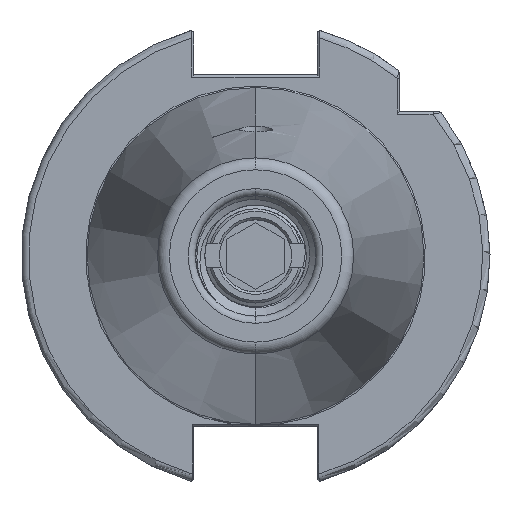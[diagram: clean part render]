
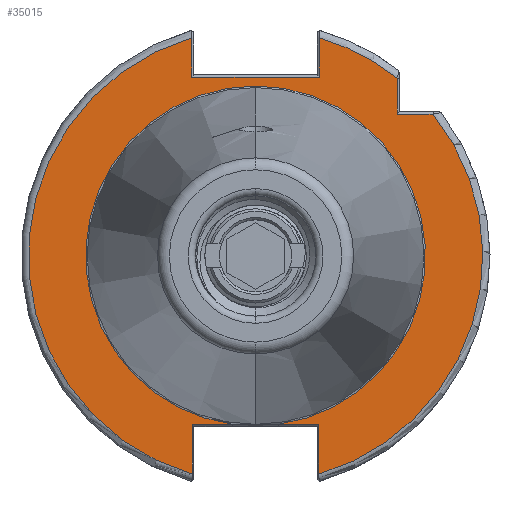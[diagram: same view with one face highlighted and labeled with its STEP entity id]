
A CAD part, left-side view. The second image highlights one B-rep face of the part: STEP entity #35015.
In plain terms, the highlighted planar face has unit normal (-1, 0, 0).
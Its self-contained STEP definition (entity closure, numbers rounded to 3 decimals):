
#295 = VERTEX_POINT ( 'NONE', #3737 ) ;
#303 = VERTEX_POINT ( 'NONE', #3699 ) ;
#309 = VERTEX_POINT ( 'NONE', #3718 ) ;
#316 = VERTEX_POINT ( 'NONE', #3752 ) ;
#317 = VERTEX_POINT ( 'NONE', #3738 ) ;
#318 = VERTEX_POINT ( 'NONE', #3728 ) ;
#326 = VERTEX_POINT ( 'NONE', #3703 ) ;
#333 = VERTEX_POINT ( 'NONE', #3739 ) ;
#334 = VERTEX_POINT ( 'NONE', #3747 ) ;
#336 = VERTEX_POINT ( 'NONE', #3714 ) ;
#337 = VERTEX_POINT ( 'NONE', #3740 ) ;
#348 = VERTEX_POINT ( 'NONE', #3756 ) ;
#3699 = CARTESIAN_POINT ( 'NONE',  ( 0., 13.251, 37.2 ) ) ;
#3703 = CARTESIAN_POINT ( 'NONE',  ( 0., -36.91, 29.5 ) ) ;
#3714 = CARTESIAN_POINT ( 'NONE',  ( 0., -29.5, 29.5 ) ) ;
#3718 = CARTESIAN_POINT ( 'NONE',  ( 0., 13.131, -45.389 ) ) ;
#3728 = CARTESIAN_POINT ( 'NONE',  ( 0., -13.251, 37.2 ) ) ;
#3737 = CARTESIAN_POINT ( 'NONE',  ( 0., -13.251, 45.354 ) ) ;
#3738 = CARTESIAN_POINT ( 'NONE',  ( 0., -13.131, -35. ) ) ;
#3739 = CARTESIAN_POINT ( 'NONE',  ( 0., -29.5, 36.91 ) ) ;
#3740 = CARTESIAN_POINT ( 'NONE',  ( 0., 4.796, -35. ) ) ;
#3747 = CARTESIAN_POINT ( 'NONE',  ( 0., -13.131, -45.389 ) ) ;
#3752 = CARTESIAN_POINT ( 'NONE',  ( 0., 13.251, 45.354 ) ) ;
#3756 = CARTESIAN_POINT ( 'NONE',  ( 0., 13.131, -35. ) ) ;
#5063 = CARTESIAN_POINT ( 'NONE',  ( 0., 0., 0. ) ) ;
#5075 = DIRECTION ( 'NONE',  ( 1., 0., 0. ) ) ;
#5080 = DIRECTION ( 'NONE',  ( 0., 0., -1. ) ) ;
#5097 = CARTESIAN_POINT ( 'NONE',  ( 0., 35.392, -35. ) ) ;
#5102 = DIRECTION ( 'NONE',  ( 0., -1., 0. ) ) ;
#5146 = CARTESIAN_POINT ( 'NONE',  ( 0., 0., 0. ) ) ;
#5157 = DIRECTION ( 'NONE',  ( -1., 0., 0. ) ) ;
#5171 = DIRECTION ( 'NONE',  ( 0., 0., 1. ) ) ;
#5180 = CARTESIAN_POINT ( 'NONE',  ( 0., 13.251, 45.469 ) ) ;
#5184 = DIRECTION ( 'NONE',  ( 0., 0., -1. ) ) ;
#5262 = CARTESIAN_POINT ( 'NONE',  ( 0., 12.85, 37.2 ) ) ;
#5265 = CARTESIAN_POINT ( 'NONE',  ( 0., -13.251, 37.7 ) ) ;
#5276 = DIRECTION ( 'NONE',  ( 0., 0., -1. ) ) ;
#5292 = DIRECTION ( 'NONE',  ( 0., 1., 0. ) ) ;
#5831 = DIRECTION ( 'NONE',  ( 0., 0., 1. ) ) ;
#5832 = CARTESIAN_POINT ( 'NONE',  ( 0., -29.5, 0. ) ) ;
#5851 = CARTESIAN_POINT ( 'NONE',  ( 0., 13.131, 0. ) ) ;
#5877 = DIRECTION ( 'NONE',  ( 0., 0., 1. ) ) ;
#6049 = DIRECTION ( 'NONE',  ( -1., 0., 0. ) ) ;
#6052 = DIRECTION ( 'NONE',  ( 0., 0., -1. ) ) ;
#6053 = CARTESIAN_POINT ( 'NONE',  ( 0., 35.392, 29.5 ) ) ;
#6056 = CARTESIAN_POINT ( 'NONE',  ( 0., 0., 0. ) ) ;
#6060 = DIRECTION ( 'NONE',  ( 0., 1., 0. ) ) ;
#6095 = DIRECTION ( 'NONE',  ( 0., 0., -1. ) ) ;
#6098 = DIRECTION ( 'NONE',  ( -1., 0., 0. ) ) ;
#6115 = CARTESIAN_POINT ( 'NONE',  ( 0., 0., 0. ) ) ;
#17286 = DIRECTION ( 'NONE',  ( 0., 0., -1. ) ) ;
#17316 = CARTESIAN_POINT ( 'NONE',  ( 0., 0., 0. ) ) ;
#17317 = DIRECTION ( 'NONE',  ( 1., 0., 0. ) ) ;
#18470 = VERTEX_POINT ( 'NONE', #38642 ) ;
#18486 = VERTEX_POINT ( 'NONE', #38649 ) ;
#22612 = AXIS2_PLACEMENT_3D ( 'NONE', #6115, #6098, #6095 ) ;
#22633 = AXIS2_PLACEMENT_3D ( 'NONE', #5146, #5157, #5184 ) ;
#22663 = AXIS2_PLACEMENT_3D ( 'NONE', #5063, #5075, #5080 ) ;
#22674 = AXIS2_PLACEMENT_3D ( 'NONE', #6056, #6049, #6052 ) ;
#22970 = AXIS2_PLACEMENT_3D ( 'NONE', #17316, #17317, #17286 ) ;
#23453 = CARTESIAN_POINT ( 'NONE',  ( 0., 35.392, -35. ) ) ;
#23464 = DIRECTION ( 'NONE',  ( 0., -1., 0. ) ) ;
#23481 = CARTESIAN_POINT ( 'NONE',  ( 0., -13.131, 0. ) ) ;
#23484 = DIRECTION ( 'NONE',  ( 0., 0., -1. ) ) ;
#28183 = AXIS2_PLACEMENT_3D ( 'NONE', #29295, #29245, #29256 ) ;
#29245 = DIRECTION ( 'NONE',  ( 1., 0., 0. ) ) ;
#29256 = DIRECTION ( 'NONE',  ( 0., 0., -1. ) ) ;
#29295 = CARTESIAN_POINT ( 'NONE',  ( 0., 35.392, 0. ) ) ;
#29300 = PLANE ( 'NONE',  #28183 ) ;
#30748 = EDGE_CURVE ( 'NONE', #18470, #18486, #38916, .T. ) ;
#31163 = EDGE_CURVE ( 'NONE', #309, #348, #39097, .T. ) ;
#31170 = EDGE_CURVE ( 'NONE', #336, #333, #39063, .T. ) ;
#31201 = EDGE_CURVE ( 'NONE', #334, #326, #39115, .T. ) ;
#31215 = EDGE_CURVE ( 'NONE', #326, #336, #39098, .T. ) ;
#31228 = EDGE_CURVE ( 'NONE', #333, #295, #39082, .T. ) ;
#31250 = EDGE_CURVE ( 'NONE', #337, #18470, #39091, .T. ) ;
#31278 = EDGE_CURVE ( 'NONE', #348, #337, #39095, .T. ) ;
#31297 = EDGE_CURVE ( 'NONE', #316, #309, #39070, .T. ) ;
#31300 = EDGE_CURVE ( 'NONE', #303, #316, #39071, .T. ) ;
#31338 = EDGE_CURVE ( 'NONE', #318, #303, #39139, .T. ) ;
#31351 = EDGE_CURVE ( 'NONE', #295, #318, #39147, .T. ) ;
#31555 = EDGE_CURVE ( 'NONE', #317, #334, #39188, .T. ) ;
#31587 = EDGE_CURVE ( 'NONE', #18486, #317, #39218, .T. ) ;
#35015 = ADVANCED_FACE ( 'NONE', ( #38736 ), #29300, .F. ) ;
#38642 = CARTESIAN_POINT ( 'NONE',  ( 0., 0., 35.327 ) ) ;
#38649 = CARTESIAN_POINT ( 'NONE',  ( 0., -4.796, -35. ) ) ;
#38736 = FACE_OUTER_BOUND ( 'NONE', #42427, .T. ) ;
#38916 = CIRCLE ( 'NONE', #22970, 35.327 ) ;
#39063 = LINE ( 'NONE', #5832, #39081 ) ;
#39070 = CIRCLE ( 'NONE', #22633, 47.25 ) ;
#39071 = LINE ( 'NONE', #5180, #39074 ) ;
#39074 = VECTOR ( 'NONE', #5171, 1000. ) ;
#39081 = VECTOR ( 'NONE', #5877, 1000. ) ;
#39082 = CIRCLE ( 'NONE', #22612, 47.25 ) ;
#39091 = CIRCLE ( 'NONE', #22663, 35.327 ) ;
#39095 = LINE ( 'NONE', #5097, #39101 ) ;
#39097 = LINE ( 'NONE', #5851, #39112 ) ;
#39098 = LINE ( 'NONE', #6053, #39099 ) ;
#39099 = VECTOR ( 'NONE', #6060, 1000. ) ;
#39101 = VECTOR ( 'NONE', #5102, 1000. ) ;
#39112 = VECTOR ( 'NONE', #5831, 1000. ) ;
#39115 = CIRCLE ( 'NONE', #22674, 47.25 ) ;
#39128 = VECTOR ( 'NONE', #5292, 1000. ) ;
#39139 = LINE ( 'NONE', #5262, #39128 ) ;
#39147 = LINE ( 'NONE', #5265, #39153 ) ;
#39153 = VECTOR ( 'NONE', #5276, 1000. ) ;
#39188 = LINE ( 'NONE', #23481, #39199 ) ;
#39189 = VECTOR ( 'NONE', #23464, 1000. ) ;
#39199 = VECTOR ( 'NONE', #23484, 1000. ) ;
#39218 = LINE ( 'NONE', #23453, #39189 ) ;
#42427 = EDGE_LOOP ( 'NONE', ( #42556, #42635, #42623, #42648, #42651, #42597, #42652, #42607, #42617, #42657, #42595, #42634, #42594, #42608 ) ) ;
#42556 = ORIENTED_EDGE ( 'NONE', *, *, #31201, .T. ) ;
#42594 = ORIENTED_EDGE ( 'NONE', *, *, #31587, .T. ) ;
#42595 = ORIENTED_EDGE ( 'NONE', *, *, #31250, .T. ) ;
#42597 = ORIENTED_EDGE ( 'NONE', *, *, #31338, .T. ) ;
#42607 = ORIENTED_EDGE ( 'NONE', *, *, #31297, .T. ) ;
#42608 = ORIENTED_EDGE ( 'NONE', *, *, #31555, .T. ) ;
#42617 = ORIENTED_EDGE ( 'NONE', *, *, #31163, .T. ) ;
#42623 = ORIENTED_EDGE ( 'NONE', *, *, #31170, .T. ) ;
#42634 = ORIENTED_EDGE ( 'NONE', *, *, #30748, .T. ) ;
#42635 = ORIENTED_EDGE ( 'NONE', *, *, #31215, .T. ) ;
#42648 = ORIENTED_EDGE ( 'NONE', *, *, #31228, .T. ) ;
#42651 = ORIENTED_EDGE ( 'NONE', *, *, #31351, .T. ) ;
#42652 = ORIENTED_EDGE ( 'NONE', *, *, #31300, .T. ) ;
#42657 = ORIENTED_EDGE ( 'NONE', *, *, #31278, .T. ) ;
